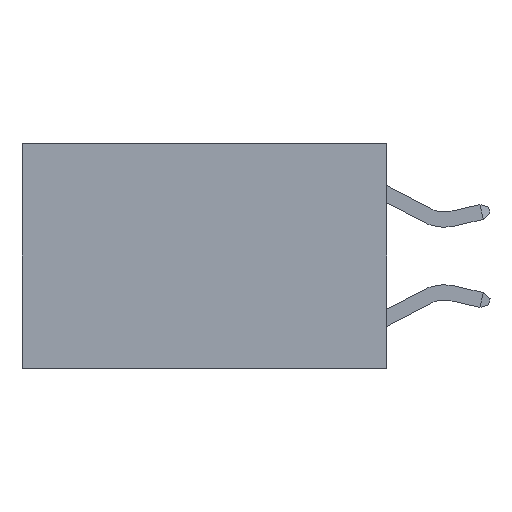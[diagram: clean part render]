
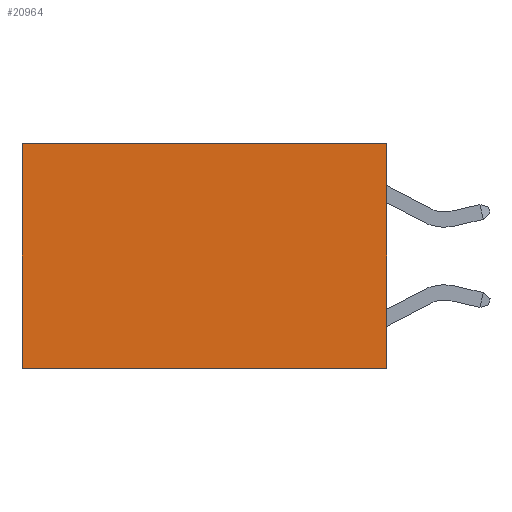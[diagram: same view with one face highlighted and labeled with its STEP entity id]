
A CAD part, left-side view. The second image highlights one B-rep face of the part: STEP entity #20964.
In plain terms, the highlighted planar face has unit normal (-1, 0, 0).
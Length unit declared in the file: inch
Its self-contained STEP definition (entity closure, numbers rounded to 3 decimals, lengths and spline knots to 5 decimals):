
#1598 = AXIS2_PLACEMENT_3D ( 'NONE', #14424, #21998, #10748 ) ;
#1658 = ORIENTED_EDGE ( 'NONE', *, *, #3219, .F. ) ;
#1946 = CARTESIAN_POINT ( 'NONE',  ( 0.2625, 0.6, 0. ) ) ;
#1951 = VECTOR ( 'NONE', #15378, 39.37008 ) ;
#2201 = CARTESIAN_POINT ( 'NONE',  ( 0.2625, 0., -0.37 ) ) ;
#2234 = CARTESIAN_POINT ( 'NONE',  ( 0.2625, 0., 0. ) ) ;
#2522 = VECTOR ( 'NONE', #22795, 39.37008 ) ;
#3219 = EDGE_CURVE ( 'NONE', #6145, #8134, #20002, .T. ) ;
#5685 = EDGE_CURVE ( 'NONE', #6145, #11645, #12539, .T. ) ;
#6145 = VERTEX_POINT ( 'NONE', #14630 ) ;
#8134 = VERTEX_POINT ( 'NONE', #10815 ) ;
#10384 = ORIENTED_EDGE ( 'NONE', *, *, #22570, .F. ) ;
#10566 = FACE_OUTER_BOUND ( 'NONE', #23843, .T. ) ;
#10748 = DIRECTION ( 'NONE',  ( 0., 0., -1. ) ) ;
#10815 = CARTESIAN_POINT ( 'NONE',  ( 0.2625, 0., -0.37 ) ) ;
#11645 = VERTEX_POINT ( 'NONE', #20979 ) ;
#12539 = LINE ( 'NONE', #2234, #1951 ) ;
#12554 = PLANE ( 'NONE',  #1598 ) ;
#13183 = DIRECTION ( 'NONE',  ( 0., 0., -1. ) ) ;
#14071 = EDGE_CURVE ( 'NONE', #11645, #22712, #22120, .T. ) ;
#14424 = CARTESIAN_POINT ( 'NONE',  ( 0.2625, 0., 0. ) ) ;
#14630 = CARTESIAN_POINT ( 'NONE',  ( 0.2625, 0., 0. ) ) ;
#15347 = DIRECTION ( 'NONE',  ( 0., 1., 0. ) ) ;
#15378 = DIRECTION ( 'NONE',  ( 0., 1., 0. ) ) ;
#16423 = ORIENTED_EDGE ( 'NONE', *, *, #14071, .T. ) ;
#16546 = ORIENTED_EDGE ( 'NONE', *, *, #5685, .T. ) ;
#17120 = VECTOR ( 'NONE', #13183, 39.37008 ) ;
#17644 = CARTESIAN_POINT ( 'NONE',  ( 0.2625, 0.6, -0.37 ) ) ;
#17817 = LINE ( 'NONE', #2201, #22792 ) ;
#20002 = LINE ( 'NONE', #20970, #2522 ) ;
#20964 = ADVANCED_FACE ( 'NONE', ( #10566 ), #12554, .F. ) ;
#20970 = CARTESIAN_POINT ( 'NONE',  ( 0.2625, 0., 0. ) ) ;
#20979 = CARTESIAN_POINT ( 'NONE',  ( 0.2625, 0.6, 0. ) ) ;
#21998 = DIRECTION ( 'NONE',  ( 1., 0., 0. ) ) ;
#22120 = LINE ( 'NONE', #1946, #17120 ) ;
#22570 = EDGE_CURVE ( 'NONE', #8134, #22712, #17817, .T. ) ;
#22712 = VERTEX_POINT ( 'NONE', #17644 ) ;
#22792 = VECTOR ( 'NONE', #15347, 39.37008 ) ;
#22795 = DIRECTION ( 'NONE',  ( 0., 0., -1. ) ) ;
#23843 = EDGE_LOOP ( 'NONE', ( #16423, #10384, #1658, #16546 ) ) ;
